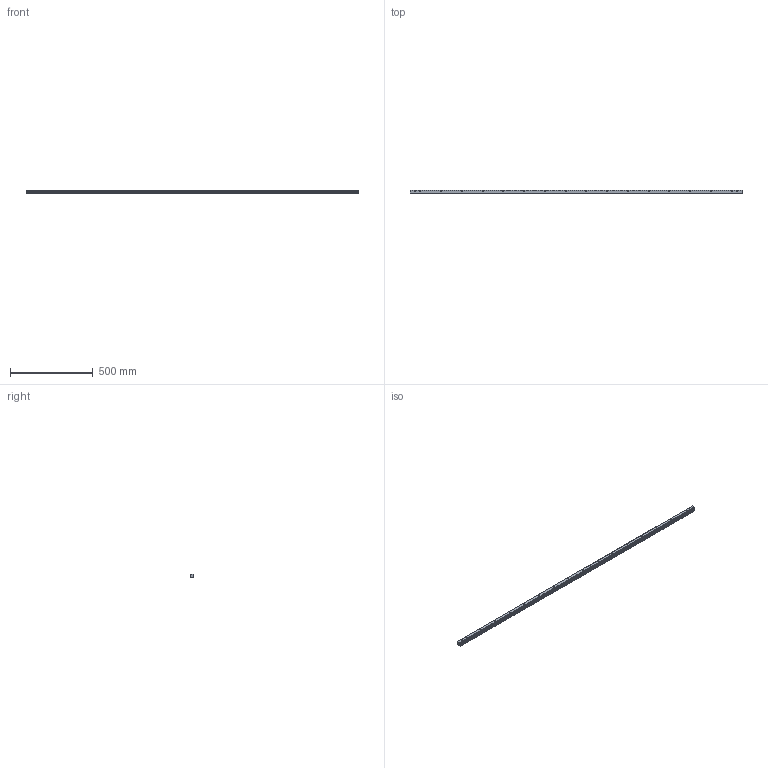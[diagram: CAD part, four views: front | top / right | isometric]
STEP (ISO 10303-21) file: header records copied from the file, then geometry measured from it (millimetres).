
FILE_DESCRIPTION(/* description */ ('Alibre Inc.'),/* implementation_level */ '2;1');
FILE_NAME(/* name */ 'export-AAB7F244-8AC0-437F-957A-86BDBCEC2225',/* time_stamp */ '2023-04-28T16:08:39+02:00',/* author */ (''),/* organization */ (''),/* preprocessor_version */ 'ST-DEVELOPER v17',/* originating_system */ 'Alibre',/* authorisation */ '');
FILE_SCHEMA (('AUTOMOTIVE_DESIGN'));
Length unit declared in the file: millimetre
Bounding box: 2010.62 x 24 x 24 mm (x, y, z)
Volume: 1029817.3 mm3; surface area: 239504.7 mm2
Topology: 1 solids, 1 shells, 1977 faces, 5911 edges, 3952 vertices
Faces by surface type: plane 1303, cylinder 674
Full cylindrical faces by diameter (mm): 5.7 x2, 7 x16, 11 x16
Entity records: 65133 total; most frequent: ORIENTED_EDGE 11822, CARTESIAN_POINT 11806, DIRECTION 9876, EDGE_CURVE 5911, VECTOR 4529, LINE 4529, VERTEX_POINT 3952, AXIS2_PLACEMENT_3D 3325
